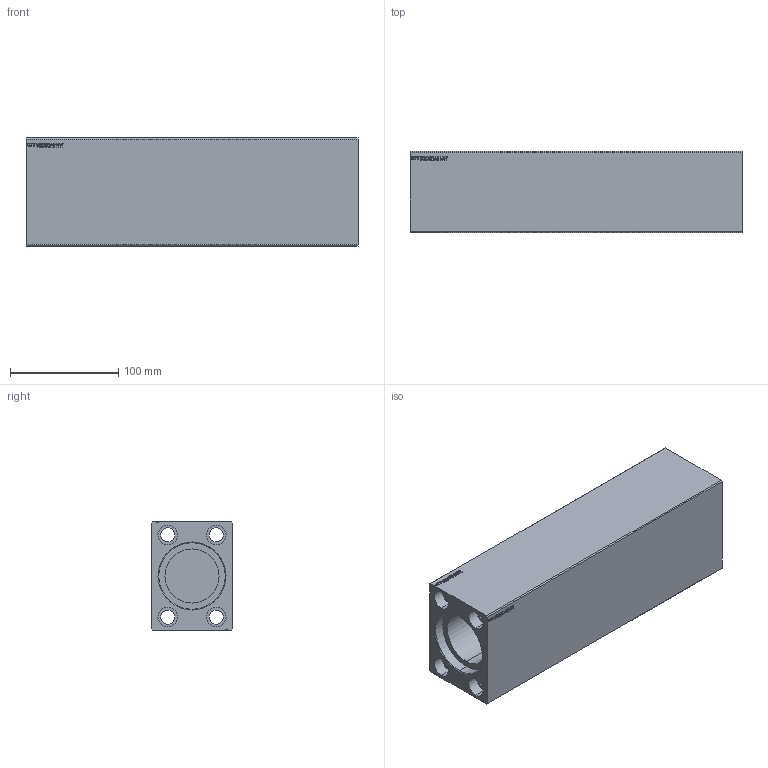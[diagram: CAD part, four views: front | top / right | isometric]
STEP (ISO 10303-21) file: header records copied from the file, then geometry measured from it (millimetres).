
FILE_DESCRIPTION (( 'STEP AP203' ), '1' );
FILE_NAME ('f8bf.STEP', '2024-02-11T09:47:01', ( '' ), ( '' ), 'SwSTEP 2.0', 'SolidWorks 2019', '' );
FILE_SCHEMA (( 'CONFIG_CONTROL_DESIGN' ));
Length unit declared in the file: millimetre
Products named in the file (1): f8bf
Bounding box: 307 x 75 x 100 mm (x, y, z)
Volume: 1546485.2 mm3; surface area: 219419.3 mm2
Topology: 1 solids, 1 shells, 825 faces, 2122 edges, 1414 vertices
Faces by surface type: plane 397, bspline 380, cylinder 46, cone 2
Entity records: 42523 total; most frequent: CARTESIAN_POINT 24838, ORIENTED_EDGE 4244, DIRECTION 2348, EDGE_CURVE 2122, VERTEX_POINT 1414, VECTOR 1268, LINE 1268, EDGE_LOOP 948
